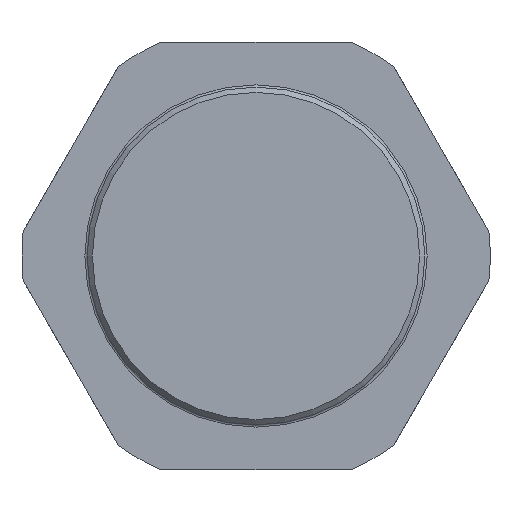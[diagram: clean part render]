
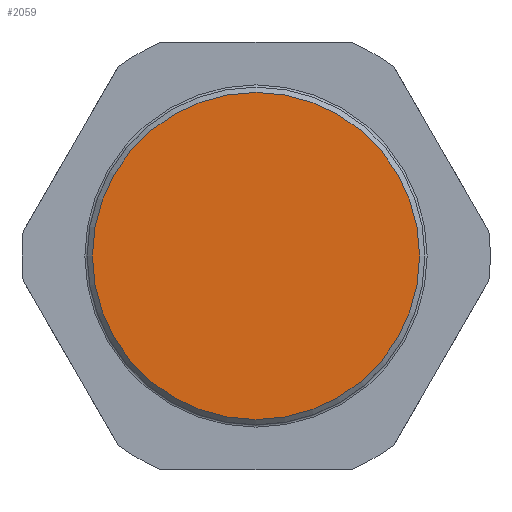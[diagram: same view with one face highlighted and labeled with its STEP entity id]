
A CAD part, left-side view. The second image highlights one B-rep face of the part: STEP entity #2059.
In plain terms, the highlighted planar face has unit normal (-1, 0, 0).
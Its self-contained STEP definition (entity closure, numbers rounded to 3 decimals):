
#181=PLANE('',#2321);
#603=FACE_OUTER_BOUND('',#814,.T.);
#814=EDGE_LOOP('',(#1773));
#1034=CIRCLE('',#2322,36.33);
#1211=VERTEX_POINT('',#3721);
#1424=EDGE_CURVE('',#1211,#1211,#1034,.T.);
#1773=ORIENTED_EDGE('',*,*,#1424,.F.);
#2059=ADVANCED_FACE('',(#603),#181,.T.);
#2321=AXIS2_PLACEMENT_3D('',#3720,#2817,#2818);
#2322=AXIS2_PLACEMENT_3D('',#3722,#2819,#2820);
#2817=DIRECTION('center_axis',(-1.,0.,0.));
#2818=DIRECTION('ref_axis',(0.,0.,
-1.));
#2819=DIRECTION('center_axis',(1.,0.,0.));
#2820=DIRECTION('ref_axis',(0.,0.,
1.));
#3720=CARTESIAN_POINT('Origin',(-55.75,-36.33,0.));
#3721=CARTESIAN_POINT('',(-55.75,-36.33,0.));
#3722=CARTESIAN_POINT('Origin',(-55.75,0.,
0.));
